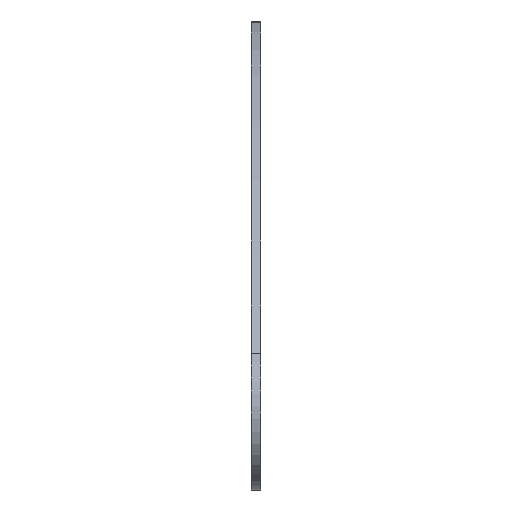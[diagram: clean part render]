
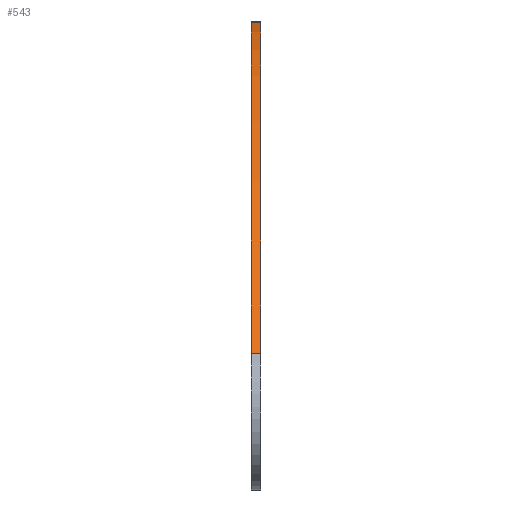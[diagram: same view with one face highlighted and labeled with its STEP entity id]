
A CAD part, left-side view. The second image highlights one B-rep face of the part: STEP entity #543.
In plain terms, the highlighted free-form (B-spline) face has degree [3, 1] with [4, 2] control points.
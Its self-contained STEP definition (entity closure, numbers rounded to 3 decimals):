
#26 = B_SPLINE_CURVE_WITH_KNOTS ( 'NONE', 3,
 ( #1164, #1299, #901, #994 ),
 .UNSPECIFIED., .F., .F.,
 ( 4, 4 ),
 ( 0.025, 1. ),
 .UNSPECIFIED. ) ;
#33 = VECTOR ( 'NONE', #1203, 1000. ) ;
#44 = CARTESIAN_POINT ( 'NONE',  ( -120.988, 1.5, -23.855 ) ) ;
#119 = ORIENTED_EDGE ( 'NONE', *, *, #959, .F. ) ;
#132 = EDGE_CURVE ( 'NONE', #414, #1253, #1300, .T. ) ;
#203 = ORIENTED_EDGE ( 'NONE', *, *, #517, .T. ) ;
#272 = CARTESIAN_POINT ( 'NONE',  ( -120.988, 0., -23.855 ) ) ;
#275 = B_SPLINE_CURVE_WITH_KNOTS ( 'NONE', 3,
 ( #521, #1207, #925, #1105 ),
 .UNSPECIFIED., .F., .F.,
 ( 4, 4 ),
 ( 0.025, 1. ),
 .UNSPECIFIED. ) ;
#325 = FACE_OUTER_BOUND ( 'NONE', #1109, .T. ) ;
#385 = CARTESIAN_POINT ( 'NONE',  ( -120.988, 1.5, -23.855 ) ) ;
#414 = VERTEX_POINT ( 'NONE', #1226 ) ;
#441 = VECTOR ( 'NONE', #1005, 1000. ) ;
#442 = EDGE_CURVE ( 'NONE', #1119, #1204, #1030, .T. ) ;
#517 = EDGE_CURVE ( 'NONE', #1204, #414, #275, .T. ) ;
#521 = CARTESIAN_POINT ( 'NONE',  ( -46.035, 1.5, 30.8 ) ) ;
#523 = CARTESIAN_POINT ( 'NONE',  ( -46.035, 0., 30.8 ) ) ;
#543 = ADVANCED_FACE ( 'NONE', ( #325 ), #1274, .T. ) ;
#605 = CARTESIAN_POINT ( 'NONE',  ( -76.304, 0., 28.246 ) ) ;
#641 = CARTESIAN_POINT ( 'NONE',  ( -108.26, 0., -1.482 ) ) ;
#710 = CARTESIAN_POINT ( 'NONE',  ( -46.035, 0., 30.8 ) ) ;
#725 = CARTESIAN_POINT ( 'NONE',  ( -46.035, 1.5, 30.8 ) ) ;
#742 = CARTESIAN_POINT ( 'NONE',  ( -120.988, 0., -23.855 ) ) ;
#871 = ORIENTED_EDGE ( 'NONE', *, *, #442, .T. ) ;
#901 = CARTESIAN_POINT ( 'NONE',  ( -108.26, 0., -1.482 ) ) ;
#913 = CARTESIAN_POINT ( 'NONE',  ( -108.26, 1.5, -1.482 ) ) ;
#925 = CARTESIAN_POINT ( 'NONE',  ( -108.26, 1.5, -1.482 ) ) ;
#959 = EDGE_CURVE ( 'NONE', #1119, #1253, #26, .T. ) ;
#994 = CARTESIAN_POINT ( 'NONE',  ( -120.988, 0., -23.855 ) ) ;
#1005 = DIRECTION ( 'NONE',  ( 0., 1., 0. ) ) ;
#1030 = LINE ( 'NONE', #710, #441 ) ;
#1082 = ORIENTED_EDGE ( 'NONE', *, *, #132, .T. ) ;
#1083 = CARTESIAN_POINT ( 'NONE',  ( -46.035, 1.5, 30.8 ) ) ;
#1105 = CARTESIAN_POINT ( 'NONE',  ( -120.988, 1.5, -23.855 ) ) ;
#1109 = EDGE_LOOP ( 'NONE', ( #119, #871, #203, #1082 ) ) ;
#1113 = CARTESIAN_POINT ( 'NONE',  ( -76.304, 1.5, 28.246 ) ) ;
#1119 = VERTEX_POINT ( 'NONE', #523 ) ;
#1133 = CARTESIAN_POINT ( 'NONE',  ( -46.035, 0., 30.8 ) ) ;
#1164 = CARTESIAN_POINT ( 'NONE',  ( -46.035, 0., 30.8 ) ) ;
#1203 = DIRECTION ( 'NONE',  ( 0., -1., 0. ) ) ;
#1204 = VERTEX_POINT ( 'NONE', #1083 ) ;
#1207 = CARTESIAN_POINT ( 'NONE',  ( -76.304, 1.5, 28.246 ) ) ;
#1226 = CARTESIAN_POINT ( 'NONE',  ( -120.988, 1.5, -23.855 ) ) ;
#1253 = VERTEX_POINT ( 'NONE', #272 ) ;
#1274 = B_SPLINE_SURFACE_WITH_KNOTS ( 'NONE', 3, 1, ( 
 ( #725, #1133 ),
 ( #1113, #605 ),
 ( #913, #641 ),
 ( #44, #742 ) ),
 .UNSPECIFIED., .F., .F., .F.,
 ( 4, 4 ),
 ( 2, 2 ),
 ( 0.025, 1. ),
 ( 0., 1. ),
 .UNSPECIFIED. ) ;
#1299 = CARTESIAN_POINT ( 'NONE',  ( -76.304, 0., 28.246 ) ) ;
#1300 = LINE ( 'NONE', #385, #33 ) ;
